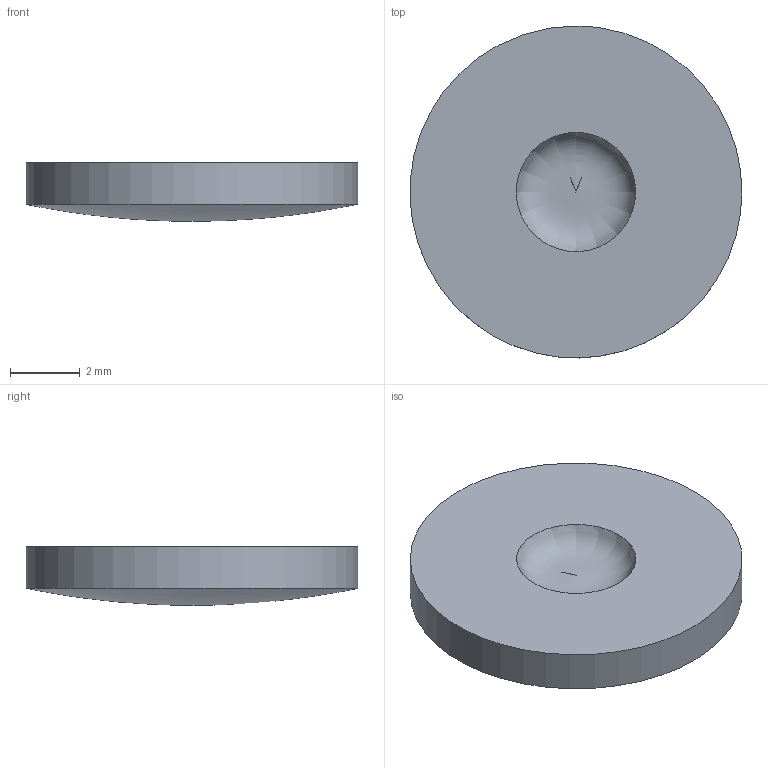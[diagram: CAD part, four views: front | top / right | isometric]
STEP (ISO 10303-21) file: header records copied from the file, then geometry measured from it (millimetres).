
FILE_DESCRIPTION(/* description */ (''),/* implementation_level */ '2;1');
FILE_NAME(/* name */ 'P0844250-02-Element 1.stp',/* time_stamp */ '2023-09-14T07:02:22-07:00',/* author */ (''),/* organization */ (''),/* preprocessor_version */ 'ST-DEVELOPER v18.102',/* originating_system */ 'SIEMENS PLM Software NX2206.8900',/* authorisation */ '');
FILE_SCHEMA (('AUTOMOTIVE_DESIGN { 1 0 10303 214 3 1 1 1 }'));
Bounding box: 9.49 x 9.5 x 1.68 mm (x, y, z)
Volume: 97.9 mm3; surface area: 180.8 mm2
Topology: 1 solids, 1 shells, 4 faces, 9 edges, 5 vertices
Faces by surface type: bspline 4
Entity records: 583 total; most frequent: CRTPNT 503, ORNEDG 14, EDGCRV 7, VRTPNT 5, ADVFC 4, FCOTBN 4, EDGLP 4, BSCWK 3
